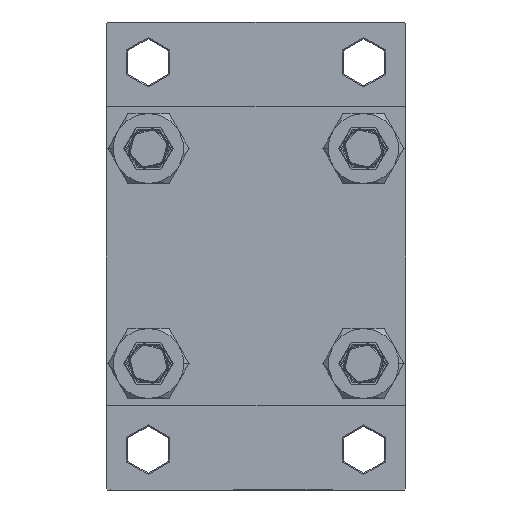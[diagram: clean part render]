
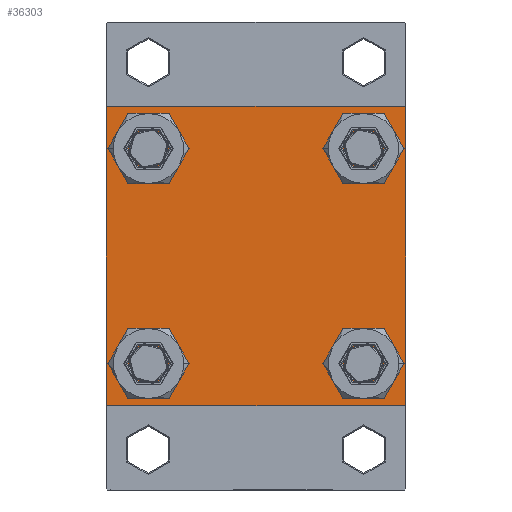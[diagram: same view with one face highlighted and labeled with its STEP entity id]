
A CAD part, left-side view. The second image highlights one B-rep face of the part: STEP entity #36303.
In plain terms, the highlighted planar face has unit normal (-1, 0, 0).
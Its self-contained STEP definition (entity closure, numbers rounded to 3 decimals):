
#678 = DIRECTION ( 'NONE',  ( 0., -0.707, 0.707 ) ) ;
#700 = EDGE_CURVE ( 'NONE', #36218, #10800, #24674, .T. ) ;
#1313 = VERTEX_POINT ( 'NONE', #43566 ) ;
#1409 = DIRECTION ( 'NONE',  ( 0., 0., 1. ) ) ;
#2761 = CARTESIAN_POINT ( 'NONE',  ( 0., 41.35, -49.85 ) ) ;
#2880 = ORIENTED_EDGE ( 'NONE', *, *, #11842, .T. ) ;
#3102 = VERTEX_POINT ( 'NONE', #39138 ) ;
#3208 = DIRECTION ( 'NONE',  ( 1., 0., 0. ) ) ;
#3621 = AXIS2_PLACEMENT_3D ( 'NONE', #19837, #7214, #31067 ) ;
#4329 = AXIS2_PLACEMENT_3D ( 'NONE', #46342, #23146, #1409 ) ;
#4349 = ORIENTED_EDGE ( 'NONE', *, *, #8296, .T. ) ;
#4362 = ORIENTED_EDGE ( 'NONE', *, *, #41236, .T. ) ;
#4392 = CIRCLE ( 'NONE', #28520, 8.5 ) ;
#4809 = LINE ( 'NONE', #23588, #40848 ) ;
#5311 = LINE ( 'NONE', #34616, #17472 ) ;
#5777 = VERTEX_POINT ( 'NONE', #21967 ) ;
#5803 = CARTESIAN_POINT ( 'NONE',  ( 0., -57.5, 57.5 ) ) ;
#6030 = CARTESIAN_POINT ( 'NONE',  ( 0., -41.35, 41.35 ) ) ;
#6192 = FACE_BOUND ( 'NONE', #13647, .T. ) ;
#6290 = CARTESIAN_POINT ( 'NONE',  ( 0., -41.35, 32.85 ) ) ;
#6741 = ORIENTED_EDGE ( 'NONE', *, *, #25779, .T. ) ;
#6938 = VERTEX_POINT ( 'NONE', #46326 ) ;
#7214 = DIRECTION ( 'NONE',  ( 1., 0., 0. ) ) ;
#7334 = CIRCLE ( 'NONE', #10474, 8.5 ) ;
#8066 = VECTOR ( 'NONE', #19115, 1000. ) ;
#8151 = ORIENTED_EDGE ( 'NONE', *, *, #44380, .T. ) ;
#8296 = EDGE_CURVE ( 'NONE', #3102, #33163, #4809, .T. ) ;
#8821 = AXIS2_PLACEMENT_3D ( 'NONE', #10457, #29010, #18023 ) ;
#8975 = DIRECTION ( 'NONE',  ( 0., 0., -1. ) ) ;
#9202 = VERTEX_POINT ( 'NONE', #24378 ) ;
#9754 = EDGE_CURVE ( 'NONE', #23968, #9202, #16658, .T. ) ;
#9810 = DIRECTION ( 'NONE',  ( 0., 0., 1. ) ) ;
#10231 = VERTEX_POINT ( 'NONE', #16748 ) ;
#10457 = CARTESIAN_POINT ( 'NONE',  ( 0., 41.35, -41.35 ) ) ;
#10474 = AXIS2_PLACEMENT_3D ( 'NONE', #6030, #26042, #29940 ) ;
#10583 = CIRCLE ( 'NONE', #21489, 8.5 ) ;
#10761 = CARTESIAN_POINT ( 'NONE',  ( 0., 41.35, -32.85 ) ) ;
#10800 = VERTEX_POINT ( 'NONE', #14475 ) ;
#10821 = DIRECTION ( 'NONE',  ( -1., 0., 0. ) ) ;
#11842 = EDGE_CURVE ( 'NONE', #1313, #10800, #36660, .T. ) ;
#12164 = EDGE_LOOP ( 'NONE', ( #46604, #6741 ) ) ;
#12170 = CARTESIAN_POINT ( 'NONE',  ( 0., 41.35, 32.85 ) ) ;
#12527 = CARTESIAN_POINT ( 'NONE',  ( 0., 57.25, -57.25 ) ) ;
#12603 = VERTEX_POINT ( 'NONE', #18344 ) ;
#13100 = DIRECTION ( 'NONE',  ( 0., -1., 0. ) ) ;
#13530 = CIRCLE ( 'NONE', #8821, 8.5 ) ;
#13647 = EDGE_LOOP ( 'NONE', ( #42624, #34373 ) ) ;
#13993 = LINE ( 'NONE', #44067, #34205 ) ;
#14475 = CARTESIAN_POINT ( 'NONE',  ( 0., -57., 57.5 ) ) ;
#15216 = CIRCLE ( 'NONE', #25369, 8.5 ) ;
#15719 = DIRECTION ( 'NONE',  ( 0., -0.707, -0.707 ) ) ;
#15925 = VERTEX_POINT ( 'NONE', #29857 ) ;
#16289 = EDGE_CURVE ( 'NONE', #27840, #35365, #13530, .T. ) ;
#16652 = EDGE_CURVE ( 'NONE', #6938, #5777, #26921, .T. ) ;
#16658 = CIRCLE ( 'NONE', #42440, 8.5 ) ;
#16748 = CARTESIAN_POINT ( 'NONE',  ( 0., -41.35, 49.85 ) ) ;
#17472 = VECTOR ( 'NONE', #13100, 1000. ) ;
#17657 = FACE_OUTER_BOUND ( 'NONE', #43284, .T. ) ;
#17849 = CARTESIAN_POINT ( 'NONE',  ( 0., -57.25, 57.25 ) ) ;
#18023 = DIRECTION ( 'NONE',  ( 0., 0., 1. ) ) ;
#18344 = CARTESIAN_POINT ( 'NONE',  ( 0., -41.35, -49.85 ) ) ;
#18577 = DIRECTION ( 'NONE',  ( 0., 0., 1. ) ) ;
#19115 = DIRECTION ( 'NONE',  ( 0., 0., -1. ) ) ;
#19837 = CARTESIAN_POINT ( 'NONE',  ( 0., -41.35, -41.35 ) ) ;
#21079 = DIRECTION ( 'NONE',  ( 0., 0., 1. ) ) ;
#21489 = AXIS2_PLACEMENT_3D ( 'NONE', #43787, #46963, #39384 ) ;
#21512 = CARTESIAN_POINT ( 'NONE',  ( 0., 41.35, 41.35 ) ) ;
#21826 = CARTESIAN_POINT ( 'NONE',  ( 0., -41.35, -32.85 ) ) ;
#21967 = CARTESIAN_POINT ( 'NONE',  ( 0., 57.5, -57. ) ) ;
#22721 = DIRECTION ( 'NONE',  ( 0., 0., 1. ) ) ;
#22857 = VERTEX_POINT ( 'NONE', #6290 ) ;
#23146 = DIRECTION ( 'NONE',  ( 1., 0., 0. ) ) ;
#23588 = CARTESIAN_POINT ( 'NONE',  ( 0., -57.25, -57.25 ) ) ;
#23968 = VERTEX_POINT ( 'NONE', #12170 ) ;
#24012 = LINE ( 'NONE', #12527, #36307 ) ;
#24378 = CARTESIAN_POINT ( 'NONE',  ( 0., 41.35, 49.85 ) ) ;
#24674 = LINE ( 'NONE', #31513, #42144 ) ;
#25369 = AXIS2_PLACEMENT_3D ( 'NONE', #26390, #33480, #22721 ) ;
#25650 = CARTESIAN_POINT ( 'NONE',  ( 0., -57.5, -57. ) ) ;
#25779 = EDGE_CURVE ( 'NONE', #12603, #26913, #48073, .T. ) ;
#26042 = DIRECTION ( 'NONE',  ( 1., 0., 0. ) ) ;
#26210 = VECTOR ( 'NONE', #44494, 1000. ) ;
#26270 = ORIENTED_EDGE ( 'NONE', *, *, #40175, .T. ) ;
#26390 = CARTESIAN_POINT ( 'NONE',  ( 0., 41.35, -41.35 ) ) ;
#26913 = VERTEX_POINT ( 'NONE', #21826 ) ;
#26921 = LINE ( 'NONE', #38174, #8066 ) ;
#26982 = ORIENTED_EDGE ( 'NONE', *, *, #35123, .T. ) ;
#27583 = CIRCLE ( 'NONE', #4329, 8.5 ) ;
#27840 = VERTEX_POINT ( 'NONE', #2761 ) ;
#28520 = AXIS2_PLACEMENT_3D ( 'NONE', #40115, #36434, #9810 ) ;
#28886 = DIRECTION ( 'NONE',  ( 0., 0.707, -0.707 ) ) ;
#29010 = DIRECTION ( 'NONE',  ( 1., 0., 0. ) ) ;
#29126 = CARTESIAN_POINT ( 'NONE',  ( 0., 0., 0. ) ) ;
#29857 = CARTESIAN_POINT ( 'NONE',  ( 0., 57., -57.5 ) ) ;
#29940 = DIRECTION ( 'NONE',  ( 0., 0., 1. ) ) ;
#30921 = ORIENTED_EDGE ( 'NONE', *, *, #47567, .F. ) ;
#31067 = DIRECTION ( 'NONE',  ( 0., 0., 1. ) ) ;
#31183 = ORIENTED_EDGE ( 'NONE', *, *, #9754, .T. ) ;
#31513 = CARTESIAN_POINT ( 'NONE',  ( 0., 57.5, 57.5 ) ) ;
#33163 = VERTEX_POINT ( 'NONE', #25650 ) ;
#33480 = DIRECTION ( 'NONE',  ( 1., 0., 0. ) ) ;
#34205 = VECTOR ( 'NONE', #28886, 1000. ) ;
#34373 = ORIENTED_EDGE ( 'NONE', *, *, #16289, .T. ) ;
#34616 = CARTESIAN_POINT ( 'NONE',  ( 0., 57.5, -57.5 ) ) ;
#35098 = ORIENTED_EDGE ( 'NONE', *, *, #44748, .T. ) ;
#35123 = EDGE_CURVE ( 'NONE', #36218, #6938, #13993, .T. ) ;
#35365 = VERTEX_POINT ( 'NONE', #10761 ) ;
#36218 = VERTEX_POINT ( 'NONE', #39892 ) ;
#36303 = ADVANCED_FACE ( 'NONE', ( #43574, #39648, #6192, #40143, #17657 ), #47480, .T. ) ;
#36307 = VECTOR ( 'NONE', #15719, 1000. ) ;
#36434 = DIRECTION ( 'NONE',  ( 1., 0., 0. ) ) ;
#36660 = LINE ( 'NONE', #17849, #26210 ) ;
#37713 = ORIENTED_EDGE ( 'NONE', *, *, #41079, .T. ) ;
#37984 = ORIENTED_EDGE ( 'NONE', *, *, #16652, .T. ) ;
#38174 = CARTESIAN_POINT ( 'NONE',  ( 0., 57.5, 57.5 ) ) ;
#38954 = AXIS2_PLACEMENT_3D ( 'NONE', #29126, #10821, #21079 ) ;
#39138 = CARTESIAN_POINT ( 'NONE',  ( 0., -57., -57.5 ) ) ;
#39306 = EDGE_LOOP ( 'NONE', ( #35098, #31183 ) ) ;
#39384 = DIRECTION ( 'NONE',  ( 0., 0., 1. ) ) ;
#39575 = DIRECTION ( 'NONE',  ( 0., -1., 0. ) ) ;
#39607 = EDGE_CURVE ( 'NONE', #35365, #27840, #15216, .T. ) ;
#39648 = FACE_BOUND ( 'NONE', #12164, .T. ) ;
#39892 = CARTESIAN_POINT ( 'NONE',  ( 0., 57., 57.5 ) ) ;
#40115 = CARTESIAN_POINT ( 'NONE',  ( 0., -41.35, -41.35 ) ) ;
#40143 = FACE_BOUND ( 'NONE', #39306, .T. ) ;
#40175 = EDGE_CURVE ( 'NONE', #10231, #22857, #27583, .T. ) ;
#40848 = VECTOR ( 'NONE', #678, 1000. ) ;
#41079 = EDGE_CURVE ( 'NONE', #15925, #3102, #5311, .T. ) ;
#41236 = EDGE_CURVE ( 'NONE', #22857, #10231, #7334, .T. ) ;
#42144 = VECTOR ( 'NONE', #39575, 1000. ) ;
#42440 = AXIS2_PLACEMENT_3D ( 'NONE', #21512, #3208, #18577 ) ;
#42624 = ORIENTED_EDGE ( 'NONE', *, *, #39607, .T. ) ;
#43284 = EDGE_LOOP ( 'NONE', ( #37984, #8151, #37713, #4349, #30921, #2880, #44849, #26982 ) ) ;
#43566 = CARTESIAN_POINT ( 'NONE',  ( 0., -57.5, 57. ) ) ;
#43574 = FACE_BOUND ( 'NONE', #45168, .T. ) ;
#43787 = CARTESIAN_POINT ( 'NONE',  ( 0., 41.35, 41.35 ) ) ;
#44067 = CARTESIAN_POINT ( 'NONE',  ( 0., 57.25, 57.25 ) ) ;
#44380 = EDGE_CURVE ( 'NONE', #5777, #15925, #24012, .T. ) ;
#44494 = DIRECTION ( 'NONE',  ( 0., 0.707, 0.707 ) ) ;
#44748 = EDGE_CURVE ( 'NONE', #9202, #23968, #10583, .T. ) ;
#44808 = EDGE_CURVE ( 'NONE', #26913, #12603, #4392, .T. ) ;
#44849 = ORIENTED_EDGE ( 'NONE', *, *, #700, .F. ) ;
#45168 = EDGE_LOOP ( 'NONE', ( #26270, #4362 ) ) ;
#46326 = CARTESIAN_POINT ( 'NONE',  ( 0., 57.5, 57. ) ) ;
#46342 = CARTESIAN_POINT ( 'NONE',  ( 0., -41.35, 41.35 ) ) ;
#46575 = VECTOR ( 'NONE', #8975, 1000. ) ;
#46604 = ORIENTED_EDGE ( 'NONE', *, *, #44808, .T. ) ;
#46963 = DIRECTION ( 'NONE',  ( 1., 0., 0. ) ) ;
#47085 = LINE ( 'NONE', #5803, #46575 ) ;
#47480 = PLANE ( 'NONE',  #38954 ) ;
#47567 = EDGE_CURVE ( 'NONE', #1313, #33163, #47085, .T. ) ;
#48073 = CIRCLE ( 'NONE', #3621, 8.5 ) ;
